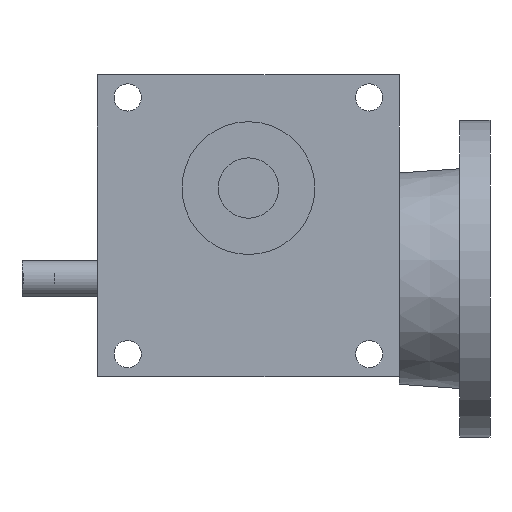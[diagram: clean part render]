
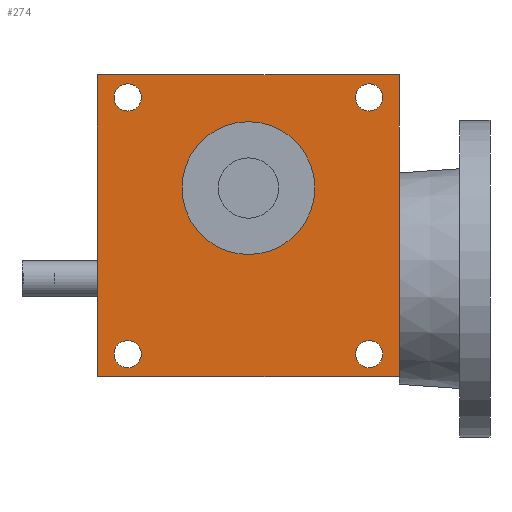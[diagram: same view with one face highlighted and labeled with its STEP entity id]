
A CAD part, front view. The second image highlights one B-rep face of the part: STEP entity #274.
In plain terms, the highlighted planar face has unit normal (0, -1, 0).
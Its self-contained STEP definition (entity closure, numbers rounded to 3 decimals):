
#274 = ADVANCED_FACE( '', ( #658, #659, #660, #661, #662, #663 ), #664, .F. );
#658 = FACE_BOUND( '', #1251, .T. );
#659 = FACE_BOUND( '', #1252, .T. );
#660 = FACE_BOUND( '', #1253, .T. );
#661 = FACE_BOUND( '', #1254, .T. );
#662 = FACE_BOUND( '', #1255, .T. );
#663 = FACE_OUTER_BOUND( '', #1256, .T. );
#664 = PLANE( '', #1257 );
#1251 = EDGE_LOOP( '', ( #1834 ) );
#1252 = EDGE_LOOP( '', ( #1835 ) );
#1253 = EDGE_LOOP( '', ( #1836 ) );
#1254 = EDGE_LOOP( '', ( #1837 ) );
#1255 = EDGE_LOOP( '', ( #1838 ) );
#1256 = EDGE_LOOP( '', ( #1839, #1840, #1841, #1842 ) );
#1257 = AXIS2_PLACEMENT_3D( '', #1843, #1844, #1845 );
#1834 = ORIENTED_EDGE( '', *, *, #3275, .T. );
#1835 = ORIENTED_EDGE( '', *, *, #3276, .T. );
#1836 = ORIENTED_EDGE( '', *, *, #3277, .T. );
#1837 = ORIENTED_EDGE( '', *, *, #3278, .T. );
#1838 = ORIENTED_EDGE( '', *, *, #3279, .T. );
#1839 = ORIENTED_EDGE( '', *, *, #3280, .T. );
#1840 = ORIENTED_EDGE( '', *, *, #3281, .F. );
#1841 = ORIENTED_EDGE( '', *, *, #3282, .F. );
#1842 = ORIENTED_EDGE( '', *, *, #3283, .T. );
#1843 = CARTESIAN_POINT( '', ( -50., -35., 50. ) );
#1844 = DIRECTION( '', ( 0., 1., 0. ) );
#1845 = DIRECTION( '', ( 0., 0., 1. ) );
#3275 = EDGE_CURVE( '', #3833, #3833, #3834, .T. );
#3276 = EDGE_CURVE( '', #3835, #3835, #3836, .T. );
#3277 = EDGE_CURVE( '', #3837, #3837, #3838, .T. );
#3278 = EDGE_CURVE( '', #3839, #3839, #3840, .T. );
#3279 = EDGE_CURVE( '', #3841, #3841, #3842, .T. );
#3280 = EDGE_CURVE( '', #3843, #3844, #3845, .T. );
#3281 = EDGE_CURVE( '', #3846, #3844, #3847, .T. );
#3282 = EDGE_CURVE( '', #3848, #3846, #3849, .T. );
#3283 = EDGE_CURVE( '', #3848, #3843, #3850, .T. );
#3833 = VERTEX_POINT( '', #4657 );
#3834 = CIRCLE( '', #4658, 4.5 );
#3835 = VERTEX_POINT( '', #4659 );
#3836 = CIRCLE( '', #4660, 4.5 );
#3837 = VERTEX_POINT( '', #4661 );
#3838 = CIRCLE( '', #4662, 4.5 );
#3839 = VERTEX_POINT( '', #4663 );
#3840 = CIRCLE( '', #4664, 4.5 );
#3841 = VERTEX_POINT( '', #4665 );
#3842 = CIRCLE( '', #4666, 22. );
#3843 = VERTEX_POINT( '', #4667 );
#3844 = VERTEX_POINT( '', #4668 );
#3845 = LINE( '', #4669, #4670 );
#3846 = VERTEX_POINT( '', #4671 );
#3847 = LINE( '', #4672, #4673 );
#3848 = VERTEX_POINT( '', #4674 );
#3849 = LINE( '', #4675, #4676 );
#3850 = LINE( '', #4677, #4678 );
#4657 = CARTESIAN_POINT( '', ( 44.5, -35., 42.5 ) );
#4658 = AXIS2_PLACEMENT_3D( '', #5799, #5800, #5801 );
#4659 = CARTESIAN_POINT( '', ( -35.5, -35., 42.5 ) );
#4660 = AXIS2_PLACEMENT_3D( '', #5802, #5803, #5804 );
#4661 = CARTESIAN_POINT( '', ( -35.5, -35., -42.5 ) );
#4662 = AXIS2_PLACEMENT_3D( '', #5805, #5806, #5807 );
#4663 = CARTESIAN_POINT( '', ( 44.5, -35., -42.5 ) );
#4664 = AXIS2_PLACEMENT_3D( '', #5808, #5809, #5810 );
#4665 = CARTESIAN_POINT( '', ( 22., -35., 12.5 ) );
#4666 = AXIS2_PLACEMENT_3D( '', #5811, #5812, #5813 );
#4667 = CARTESIAN_POINT( '', ( -50., -35., -50. ) );
#4668 = CARTESIAN_POINT( '', ( 50., -35., -50. ) );
#4669 = CARTESIAN_POINT( '', ( -50., -35., -50. ) );
#4670 = VECTOR( '', #5814, 1000. );
#4671 = CARTESIAN_POINT( '', ( 50., -35., 50. ) );
#4672 = CARTESIAN_POINT( '', ( 50., -35., 50. ) );
#4673 = VECTOR( '', #5815, 1000. );
#4674 = CARTESIAN_POINT( '', ( -50., -35., 50. ) );
#4675 = CARTESIAN_POINT( '', ( -50., -35., 50. ) );
#4676 = VECTOR( '', #5816, 1000. );
#4677 = CARTESIAN_POINT( '', ( -50., -35., 50. ) );
#4678 = VECTOR( '', #5817, 1000. );
#5799 = CARTESIAN_POINT( '', ( 40., -35., 42.5 ) );
#5800 = DIRECTION( '', ( 0., 1., 0. ) );
#5801 = DIRECTION( '', ( 1., 0., 0. ) );
#5802 = CARTESIAN_POINT( '', ( -40., -35., 42.5 ) );
#5803 = DIRECTION( '', ( 0., 1., 0. ) );
#5804 = DIRECTION( '', ( 1., 0., 0. ) );
#5805 = CARTESIAN_POINT( '', ( -40., -35., -42.5 ) );
#5806 = DIRECTION( '', ( 0., 1., 0. ) );
#5807 = DIRECTION( '', ( 1., 0., 0. ) );
#5808 = CARTESIAN_POINT( '', ( 40., -35., -42.5 ) );
#5809 = DIRECTION( '', ( 0., 1., 0. ) );
#5810 = DIRECTION( '', ( 1., 0., 0. ) );
#5811 = CARTESIAN_POINT( '', ( 0., -35., 12.5 ) );
#5812 = DIRECTION( '', ( 0., 1., 0. ) );
#5813 = DIRECTION( '', ( 1., 0., 0. ) );
#5814 = DIRECTION( '', ( 1., 0., 0. ) );
#5815 = DIRECTION( '', ( 0., 0., -1. ) );
#5816 = DIRECTION( '', ( 1., 0., 0. ) );
#5817 = DIRECTION( '', ( 0., 0., -1. ) );
